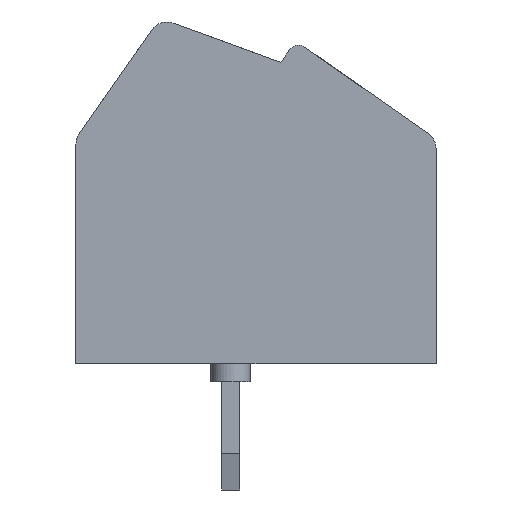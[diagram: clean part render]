
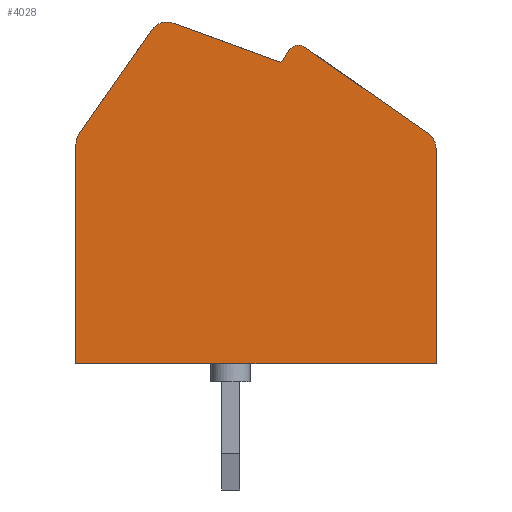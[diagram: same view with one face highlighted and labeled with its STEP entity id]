
A CAD part, left-side view. The second image highlights one B-rep face of the part: STEP entity #4028.
In plain terms, the highlighted planar face has unit normal (-1, 0, 0).
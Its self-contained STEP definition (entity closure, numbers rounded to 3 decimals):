
#192=CIRCLE($,#4391,0.5);
#193=CIRCLE($,#4392,0.5);
#194=CIRCLE($,#4393,0.3);
#195=CIRCLE($,#4394,0.5);
#396=FACE_OUTER_BOUND($,#668,.T.);
#668=EDGE_LOOP($,(#3283,#3284,#3285,#3286,#3287,#3288,#3289,#3290,#3291,
#3292,#3293));
#1106=LINE($,#6523,#1545);
#1110=LINE($,#6537,#1549);
#1111=LINE($,#6539,#1550);
#1112=LINE($,#6541,#1551);
#1113=LINE($,#6545,#1552);
#1114=LINE($,#6548,#1553);
#1115=LINE($,#6551,#1554);
#1545=VECTOR($,#5325,0.426);
#1549=VECTOR($,#5337,6.109);
#1550=VECTOR($,#5338,10.);
#1551=VECTOR($,#5339,5.988);
#1552=VECTOR($,#5342,4.192);
#1553=VECTOR($,#5345,3.188);
#1554=VECTOR($,#5348,3.529);
#1919=VERTEX_POINT($,#6519);
#1921=VERTEX_POINT($,#6522);
#1925=VERTEX_POINT($,#6533);
#1926=VERTEX_POINT($,#6534);
#1927=VERTEX_POINT($,#6536);
#1928=VERTEX_POINT($,#6538);
#1929=VERTEX_POINT($,#6540);
#1930=VERTEX_POINT($,#6542);
#1931=VERTEX_POINT($,#6544);
#1932=VERTEX_POINT($,#6547);
#1933=VERTEX_POINT($,#6549);
#2399=EDGE_CURVE($,#1921,#1919,#1106,.T.);
#2404=EDGE_CURVE($,#1925,#1926,#192,.T.);
#2405=EDGE_CURVE($,#1925,#1927,#1110,.T.);
#2406=EDGE_CURVE($,#1927,#1928,#1111,.T.);
#2407=EDGE_CURVE($,#1928,#1929,#1112,.T.);
#2408=EDGE_CURVE($,#1930,#1929,#193,.T.);
#2409=EDGE_CURVE($,#1930,#1931,#1113,.T.);
#2410=EDGE_CURVE($,#1921,#1931,#194,.T.);
#2411=EDGE_CURVE($,#1919,#1932,#1114,.T.);
#2412=EDGE_CURVE($,#1933,#1932,#195,.T.);
#2413=EDGE_CURVE($,#1933,#1926,#1115,.T.);
#3283=ORIENTED_EDGE($,*,*,#2404,.F.);
#3284=ORIENTED_EDGE($,*,*,#2405,.T.);
#3285=ORIENTED_EDGE($,*,*,#2406,.T.);
#3286=ORIENTED_EDGE($,*,*,#2407,.T.);
#3287=ORIENTED_EDGE($,*,*,#2408,.F.);
#3288=ORIENTED_EDGE($,*,*,#2409,.T.);
#3289=ORIENTED_EDGE($,*,*,#2410,.F.);
#3290=ORIENTED_EDGE($,*,*,#2399,.T.);
#3291=ORIENTED_EDGE($,*,*,#2411,.T.);
#3292=ORIENTED_EDGE($,*,*,#2412,.F.);
#3293=ORIENTED_EDGE($,*,*,#2413,.T.);
#3789=PLANE($,#4390);
#4028=ADVANCED_FACE($,(#396),#3789,.F.);
#4390=AXIS2_PLACEMENT_3D($,#6532,#5333,#5334);
#4391=AXIS2_PLACEMENT_3D($,#6535,#5335,#5336);
#4392=AXIS2_PLACEMENT_3D($,#6543,#5340,#5341);
#4393=AXIS2_PLACEMENT_3D($,#6546,#5343,#5344);
#4394=AXIS2_PLACEMENT_3D($,#6550,#5346,#5347);
#5325=DIRECTION($,(0.,0.574,-0.819));
#5333=DIRECTION('center_axis',(1.,0.,0.));
#5334=DIRECTION('ref_axis',(0.,1.,0.));
#5335=DIRECTION('center_axis',(1.,0.,0.));
#5336=DIRECTION('ref_axis',(0.,1.,0.));
#5337=DIRECTION($,(0.,0.,-1.));
#5338=DIRECTION($,(0.,-1.,0.));
#5339=DIRECTION($,(0.,0.,1.));
#5340=DIRECTION('center_axis',(1.,0.,0.));
#5341=DIRECTION('ref_axis',(0.,1.,0.));
#5342=DIRECTION($,(0.,0.819,0.574));
#5343=DIRECTION('center_axis',(1.,0.,0.));
#5344=DIRECTION('ref_axis',(0.,1.,0.));
#5345=DIRECTION($,(0.,0.94,0.342));
#5346=DIRECTION('center_axis',(1.,0.,0.));
#5347=DIRECTION('ref_axis',(0.,1.,0.));
#5348=DIRECTION($,(0.,0.574,-0.819));
#6519=CARTESIAN_POINT('',(-10.75,-1.391,8.379));
#6522=CARTESIAN_POINT('',(-10.75,-1.635,8.728));
#6523=CARTESIAN_POINT($,(-10.75,14.184,-13.864));
#6532=CARTESIAN_POINT('Origin',(-10.75,29.345,-13.864));
#6533=CARTESIAN_POINT('',(-10.75,4.3,6.109));
#6534=CARTESIAN_POINT('',(-10.75,4.21,6.396));
#6535=CARTESIAN_POINT('Origin',(-10.75,3.8,6.109));
#6536=CARTESIAN_POINT('',(-10.75,4.3,0.));
#6537=CARTESIAN_POINT($,(-10.75,4.3,-13.864));
#6538=CARTESIAN_POINT('',(-10.75,-5.7,0.));
#6539=CARTESIAN_POINT($,(-10.75,29.345,0.));
#6540=CARTESIAN_POINT('',(-10.75,-5.7,5.988));
#6541=CARTESIAN_POINT($,(-10.75,-5.7,-13.864));
#6542=CARTESIAN_POINT('',(-10.75,-5.487,6.397));
#6543=CARTESIAN_POINT('Origin',(-10.75,-5.2,5.988));
#6544=CARTESIAN_POINT('',(-10.75,-2.053,8.802));
#6545=CARTESIAN_POINT($,(-10.75,29.345,30.787));
#6546=CARTESIAN_POINT('Origin',(-10.75,-1.881,8.556));
#6547=CARTESIAN_POINT('',(-10.75,1.605,9.47));
#6548=CARTESIAN_POINT($,(-10.75,29.345,19.566));
#6549=CARTESIAN_POINT('',(-10.75,2.186,9.287));
#6550=CARTESIAN_POINT('Origin',(-10.75,1.776,9.));
#6551=CARTESIAN_POINT($,(-10.75,18.396,-13.864));
